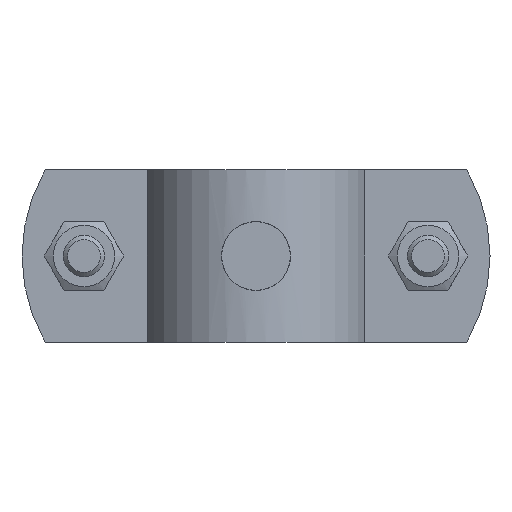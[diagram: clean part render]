
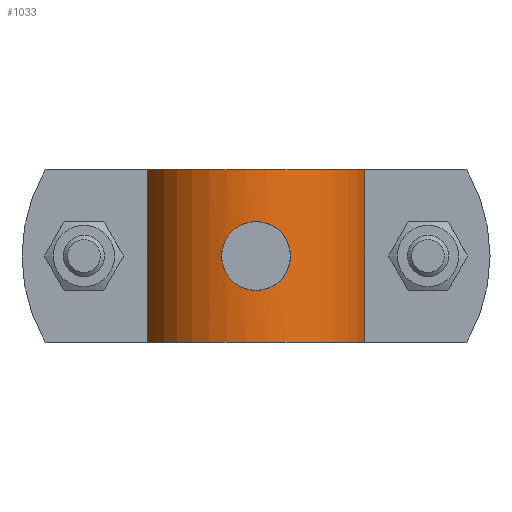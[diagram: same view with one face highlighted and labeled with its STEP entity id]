
A CAD part, front view. The second image highlights one B-rep face of the part: STEP entity #1033.
In plain terms, the highlighted cylindrical face has radius 16.45 mm (diameter 32.9 mm), a partial arc.
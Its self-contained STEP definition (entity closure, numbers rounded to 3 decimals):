
#588=CARTESIAN_POINT('',(5.0,15.672,0.0));
#589=VERTEX_POINT('',#588);
#590=CARTESIAN_POINT('',(5.0,15.672,0.0));
#591=CARTESIAN_POINT('',(5.0,15.672,0.544));
#592=CARTESIAN_POINT('',(4.907,15.702,1.117));
#593=CARTESIAN_POINT('',(4.717,15.759,1.658));
#594=CARTESIAN_POINT('',(4.57,15.803,2.076));
#595=CARTESIAN_POINT('',(4.366,15.862,2.475));
#596=CARTESIAN_POINT('',(4.119,15.926,2.834));
#597=CARTESIAN_POINT('',(3.948,15.97,3.083));
#598=CARTESIAN_POINT('',(3.756,16.017,3.313));
#599=CARTESIAN_POINT('',(3.553,16.062,3.518));
#600=CARTESIAN_POINT('',(3.4,16.096,3.672));
#601=CARTESIAN_POINT('',(3.235,16.13,3.819));
#602=CARTESIAN_POINT('',(3.057,16.164,3.957));
#603=CARTESIAN_POINT('',(2.619,16.246,4.295));
#604=CARTESIAN_POINT('',(2.107,16.324,4.57));
#605=CARTESIAN_POINT('',(1.566,16.375,4.748));
#606=CARTESIAN_POINT('',(1.187,16.412,4.874));
#607=CARTESIAN_POINT('',(0.793,16.435,4.952));
#608=CARTESIAN_POINT('',(0.406,16.445,4.983));
#609=CARTESIAN_POINT('',(0.106,16.452,5.008));
#610=CARTESIAN_POINT('',(-0.186,16.452,5.006));
#611=CARTESIAN_POINT('',(-0.487,16.443,4.976));
#612=CARTESIAN_POINT('',(-1.058,16.426,4.92));
#613=CARTESIAN_POINT('',(-1.639,16.377,4.76));
#614=CARTESIAN_POINT('',(-2.168,16.306,4.505));
#615=CARTESIAN_POINT('',(-2.502,16.262,4.345));
#616=CARTESIAN_POINT('',(-2.816,16.21,4.147));
#617=CARTESIAN_POINT('',(-3.099,16.156,3.924));
#618=CARTESIAN_POINT('',(-3.282,16.12,3.779));
#619=CARTESIAN_POINT('',(-3.45,16.085,3.626));
#620=CARTESIAN_POINT('',(-3.608,16.05,3.462));
#621=CARTESIAN_POINT('',(-4.,15.961,3.053));
#622=CARTESIAN_POINT('',(-4.342,15.869,2.551));
#623=CARTESIAN_POINT('',(-4.582,15.799,2.002));
#624=CARTESIAN_POINT('',(-4.754,15.749,1.609));
#625=CARTESIAN_POINT('',(-4.874,15.711,1.191));
#626=CARTESIAN_POINT('',(-4.94,15.691,0.773));
#627=CARTESIAN_POINT('',(-4.98,15.678,0.514));
#628=CARTESIAN_POINT('',(-5.,15.672,0.255));
#629=CARTESIAN_POINT('',(-5.,15.672,0.002));
#630=CARTESIAN_POINT('',(-5.,15.672,-0.223));
#631=CARTESIAN_POINT('',(-4.985,15.677,-0.452));
#632=CARTESIAN_POINT('',(-4.953,15.687,-0.683));
#633=CARTESIAN_POINT('',(-4.874,15.711,-1.254));
#634=CARTESIAN_POINT('',(-4.691,15.769,-1.826));
#635=CARTESIAN_POINT('',(-4.417,15.846,-2.342));
#636=CARTESIAN_POINT('',(-4.262,15.889,-2.636));
#637=CARTESIAN_POINT('',(-4.077,15.938,-2.912));
#638=CARTESIAN_POINT('',(-3.873,15.988,-3.162));
#639=CARTESIAN_POINT('',(-3.666,16.038,-3.416));
#640=CARTESIAN_POINT('',(-3.444,16.088,-3.64));
#641=CARTESIAN_POINT('',(-3.192,16.137,-3.848));
#642=CARTESIAN_POINT('',(-2.754,16.224,-4.212));
#643=CARTESIAN_POINT('',(-2.233,16.307,-4.512));
#644=CARTESIAN_POINT('',(-1.677,16.364,-4.71));
#645=CARTESIAN_POINT('',(-1.181,16.415,-4.887));
#646=CARTESIAN_POINT('',(-0.657,16.445,-4.982));
#647=CARTESIAN_POINT('',(-0.154,16.449,-4.998));
#648=CARTESIAN_POINT('',(0.053,16.451,-5.004));
#649=CARTESIAN_POINT('',(0.257,16.449,-4.998));
#650=CARTESIAN_POINT('',(0.466,16.443,-4.978));
#651=CARTESIAN_POINT('',(1.029,16.427,-4.926));
#652=CARTESIAN_POINT('',(1.603,16.38,-4.772));
#653=CARTESIAN_POINT('',(2.127,16.312,-4.525));
#654=CARTESIAN_POINT('',(2.488,16.265,-4.355));
#655=CARTESIAN_POINT('',(2.826,16.208,-4.143));
#656=CARTESIAN_POINT('',(3.127,16.15,-3.901));
#657=CARTESIAN_POINT('',(3.299,16.117,-3.763));
#658=CARTESIAN_POINT('',(3.458,16.083,-3.618));
#659=CARTESIAN_POINT('',(3.606,16.05,-3.463));
#660=CARTESIAN_POINT('',(3.997,15.962,-3.057));
#661=CARTESIAN_POINT('',(4.337,15.87,-2.558));
#662=CARTESIAN_POINT('',(4.577,15.8,-2.012));
#663=CARTESIAN_POINT('',(4.809,15.733,-1.486));
#664=CARTESIAN_POINT('',(4.947,15.689,-0.915));
#665=CARTESIAN_POINT('',(4.987,15.676,-0.359));
#666=CARTESIAN_POINT('',(4.996,15.673,-0.238));
#667=CARTESIAN_POINT('',(5.0,15.672,-0.118));
#668=CARTESIAN_POINT('',(5.0,15.672,0.));
#669=B_SPLINE_CURVE_WITH_KNOTS('',3,(#590,#591,#592,#593,#594,#595,#596,#597,#598,#599,#600,#601,#602,#603,#604,#605,#606,#607,#608,#609,#610,#611,#612,#613,#614,#615,#616,#617,#618,#619,#620,#621,#622,#623,#624,#625,#626,#627,#628,#629,#630,#631,#632,#633,#634,#635,#636,#637,#638,#639,#640,#641,#642,#643,#644,#645,#646,#647,#648,#649,#650,#651,#652,#653,#654,#655,#656,#657,#658,#659,#660,#661,#662,#663,#664,#665,#666,#667,#668),.UNSPECIFIED.,.T.,.U.,(4,3,3,3,3,3,3,3,3,3,3,3,3,3,3,3,3,3,3,3,3,3,3,3,3,3,4),(0.0,0.163,0.289,0.377,0.443,0.605,0.718,0.807,0.974,1.08,1.148,1.319,1.441,1.517,1.584,1.751,1.846,1.943,2.111,2.26,2.322,2.487,2.6,2.665,2.835,2.999,3.034),.UNSPECIFIED.);
#670=EDGE_CURVE('',#589,#589,#669,.T.);
#851=CARTESIAN_POINT('',(15.823,4.5,12.5));
#852=VERTEX_POINT('',#851);
#859=CARTESIAN_POINT('',(-15.823,4.5,12.5));
#860=VERTEX_POINT('',#859);
#861=CARTESIAN_POINT('',(0.0,0.0,12.5));
#862=DIRECTION('',(0.0,0.0,-1.));
#863=DIRECTION('',(-0.962,-0.274,0.0));
#864=AXIS2_PLACEMENT_3D('',#861,#862,#863);
#865=CIRCLE('',#864,16.45);
#866=EDGE_CURVE('',#860,#852,#865,.T.);
#906=CARTESIAN_POINT('',(15.823,4.5,-12.5));
#907=VERTEX_POINT('',#906);
#914=CARTESIAN_POINT('',(15.823,4.5,12.5));
#915=DIRECTION('',(0.0,0.0,-1.0));
#916=VECTOR('',#915,25.0);
#917=LINE('',#914,#916);
#918=EDGE_CURVE('',#852,#907,#917,.T.);
#995=CARTESIAN_POINT('',(-15.823,4.5,-12.5));
#996=VERTEX_POINT('',#995);
#1003=CARTESIAN_POINT('',(0.0,0.0,-12.5));
#1004=DIRECTION('',(0.0,0.0,1.));
#1005=DIRECTION('',(-0.962,-0.274,0.0));
#1006=AXIS2_PLACEMENT_3D('',#1003,#1004,#1005);
#1007=CIRCLE('',#1006,16.45);
#1008=EDGE_CURVE('',#907,#996,#1007,.T.);
#1014=CARTESIAN_POINT('',(0.0,0.0,0.0));
#1015=DIRECTION('',(0.0,0.0,1.0));
#1016=DIRECTION('',(-0.962,-0.274,0.0));
#1017=AXIS2_PLACEMENT_3D('',#1014,#1015,#1016);
#1018=CYLINDRICAL_SURFACE('',#1017,16.45);
#1019=ORIENTED_EDGE('',*,*,#866,.T.);
#1020=ORIENTED_EDGE('',*,*,#918,.T.);
#1021=ORIENTED_EDGE('',*,*,#1008,.T.);
#1022=CARTESIAN_POINT('',(-15.823,4.5,12.5));
#1023=DIRECTION('',(0.0,0.0,-1.0));
#1024=VECTOR('',#1023,25.0);
#1025=LINE('',#1022,#1024);
#1026=EDGE_CURVE('',#860,#996,#1025,.T.);
#1027=ORIENTED_EDGE('',*,*,#1026,.F.);
#1028=EDGE_LOOP('',(#1019,#1020,#1021,#1027));
#1029=FACE_OUTER_BOUND('',#1028,.T.);
#1030=ORIENTED_EDGE('',*,*,#670,.T.);
#1031=EDGE_LOOP('',(#1030));
#1032=FACE_BOUND('',#1031,.T.);
#1033=ADVANCED_FACE('',(#1029,#1032),#1018,.T.);
